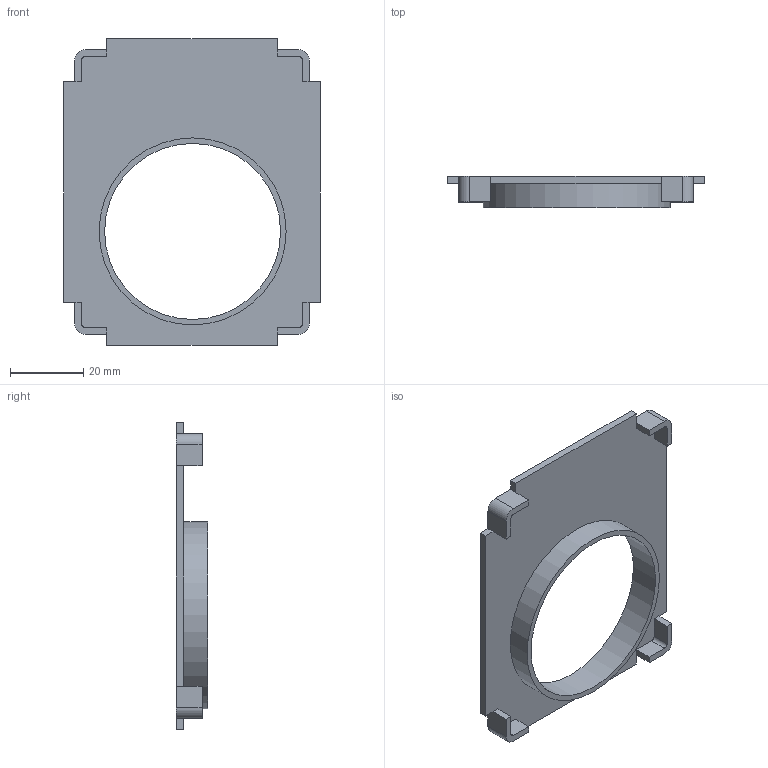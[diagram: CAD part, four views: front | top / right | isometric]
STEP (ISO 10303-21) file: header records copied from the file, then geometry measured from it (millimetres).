
FILE_DESCRIPTION(/* description */ (''),/* implementation_level */ '2;1');
FILE_NAME(/* name */ 'bottom cover v2.stp',/* time_stamp */ '2024-04-01T01:07:28+08:00',/* author */ ('Alec'),/* organization */ (''),/* preprocessor_version */ 'ST-DEVELOPER v19',/* originating_system */ 'Autodesk Inventor 2023',/* authorisation */ '');
FILE_SCHEMA (('AUTOMOTIVE_DESIGN { 1 0 10303 214 3 1 1 }'));
Length unit declared in the file: millimetre
Products named in the file (1): bottom cover v2
Bounding box: 69.94 x 8.5 x 83.59 mm (x, y, z)
Volume: 9633.8 mm3; surface area: 11160.8 mm2
Topology: 1 solids, 1 shells, 53 faces, 142 edges, 92 vertices
Faces by surface type: plane 43, cylinder 10
Full cylindrical faces by diameter (mm): 48 x1, 51 x1
Entity records: 1679 total; most frequent: CARTESIAN_POINT 288, ORIENTED_EDGE 284, DIRECTION 270, EDGE_CURVE 142, LINE 122, VECTOR 122, VERTEX_POINT 92, AXIS2_PLACEMENT_3D 74
